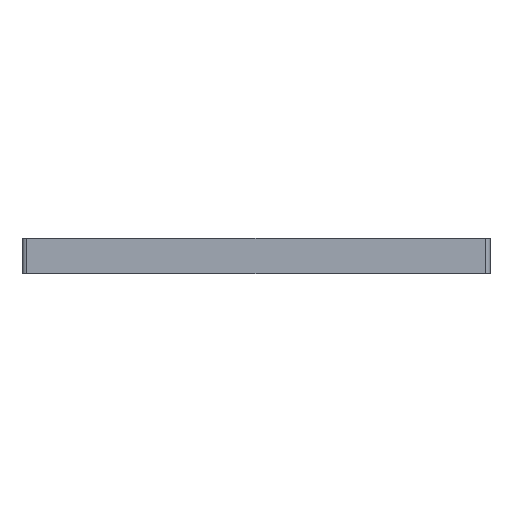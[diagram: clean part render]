
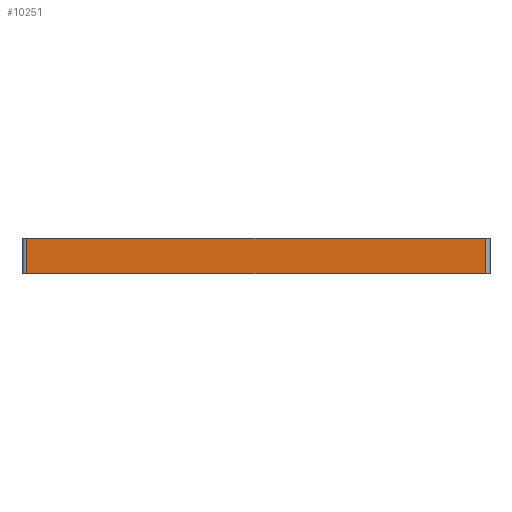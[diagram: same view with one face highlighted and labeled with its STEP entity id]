
A CAD part, front view. The second image highlights one B-rep face of the part: STEP entity #10251.
In plain terms, the highlighted planar face has unit normal (0, -1, 0).
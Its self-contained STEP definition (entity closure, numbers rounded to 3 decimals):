
#6175=CARTESIAN_POINT('',(19.8,0.0,-0.75));
#6176=VERTEX_POINT('',#6175);
#6184=CARTESIAN_POINT('',(0.2,0.0,-0.75));
#6185=VERTEX_POINT('',#6184);
#6186=CARTESIAN_POINT('',(0.2,0.0,-0.75));
#6187=DIRECTION('',(1.0,0.0,0.0));
#6188=VECTOR('',#6187,19.6);
#6189=LINE('',#6186,#6188);
#6190=EDGE_CURVE('',#6185,#6176,#6189,.T.);
#9761=CARTESIAN_POINT('',(0.2,0.0,0.75));
#9762=VERTEX_POINT('',#9761);
#9770=CARTESIAN_POINT('',(19.8,0.0,0.75));
#9771=VERTEX_POINT('',#9770);
#9772=CARTESIAN_POINT('',(19.8,0.0,0.75));
#9773=DIRECTION('',(-1.0,0.0,0.0));
#9774=VECTOR('',#9773,19.6);
#9775=LINE('',#9772,#9774);
#9776=EDGE_CURVE('',#9771,#9762,#9775,.T.);
#10113=CARTESIAN_POINT('',(0.2,0.0,-0.75));
#10114=DIRECTION('',(0.0,0.0,1.0));
#10115=VECTOR('',#10114,1.5);
#10116=LINE('',#10113,#10115);
#10117=EDGE_CURVE('',#6185,#9762,#10116,.T.);
#10169=CARTESIAN_POINT('',(19.8,0.0,0.75));
#10170=DIRECTION('',(0.0,0.0,-1.0));
#10171=VECTOR('',#10170,1.5);
#10172=LINE('',#10169,#10171);
#10173=EDGE_CURVE('',#9771,#6176,#10172,.T.);
#10240=CARTESIAN_POINT('',(20.0,0.0,0.0));
#10241=DIRECTION('',(0.0,-1.0,0.0));
#10242=DIRECTION('',(0.0,0.0,-1.0));
#10243=AXIS2_PLACEMENT_3D('',#10240,#10241,#10242);
#10244=PLANE('',#10243);
#10245=ORIENTED_EDGE('',*,*,#10117,.F.);
#10246=ORIENTED_EDGE('',*,*,#6190,.T.);
#10247=ORIENTED_EDGE('',*,*,#10173,.F.);
#10248=ORIENTED_EDGE('',*,*,#9776,.T.);
#10249=EDGE_LOOP('',(#10245,#10246,#10247,#10248));
#10250=FACE_OUTER_BOUND('',#10249,.T.);
#10251=ADVANCED_FACE('',(#10250),#10244,.T.);
